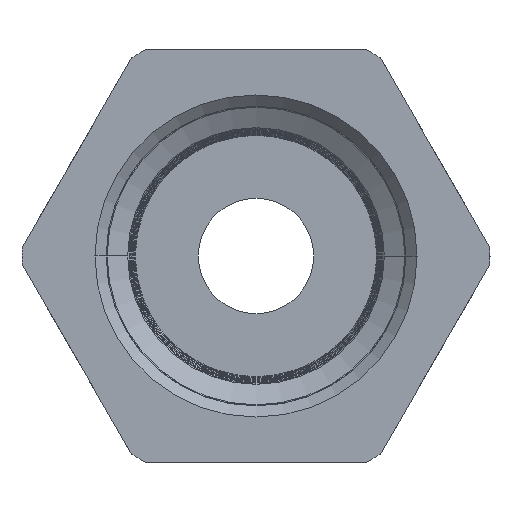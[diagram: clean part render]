
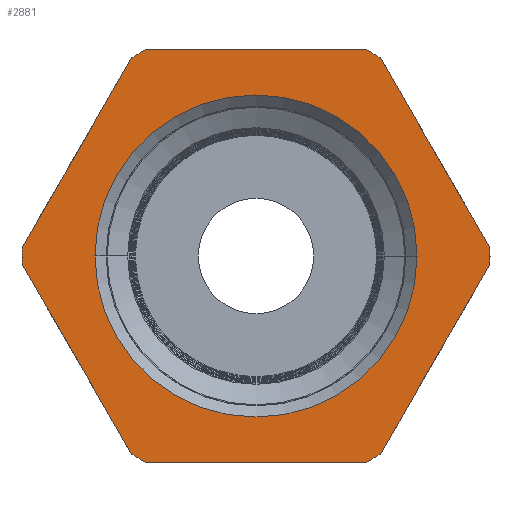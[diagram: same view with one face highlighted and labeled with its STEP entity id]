
A CAD part, front view. The second image highlights one B-rep face of the part: STEP entity #2881.
In plain terms, the highlighted planar face has unit normal (0, -1, 0).
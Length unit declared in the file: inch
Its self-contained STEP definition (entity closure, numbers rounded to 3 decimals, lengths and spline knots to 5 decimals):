
#83 = LINE ( 'NONE', #3566, #4272 ) ;
#108 = EDGE_CURVE ( 'NONE', #1059, #3440, #349, .T. ) ;
#150 = VERTEX_POINT ( 'NONE', #1866 ) ;
#158 = CARTESIAN_POINT ( 'NONE',  ( 0., 0., 0. ) ) ;
#177 = CARTESIAN_POINT ( 'NONE',  ( 0.21594, 0., 0.37402 ) ) ;
#210 = EDGE_CURVE ( 'NONE', #2529, #3440, #3294, .T. ) ;
#226 = DIRECTION ( 'NONE',  ( 0., -1., 0. ) ) ;
#279 = EDGE_CURVE ( 'NONE', #1059, #150, #83, .T. ) ;
#349 = CIRCLE ( 'NONE', #4951, 0.42323 ) ;
#577 = DIRECTION ( 'NONE',  ( 1., 0., 0. ) ) ;
#590 = EDGE_CURVE ( 'NONE', #2511, #3657, #2380, .T. ) ;
#744 = DIRECTION ( 'NONE',  ( 0., -1., 0. ) ) ;
#790 = CARTESIAN_POINT ( 'NONE',  ( 0.43188, 0., 0. ) ) ;
#863 = CARTESIAN_POINT ( 'NONE',  ( -0.22487, 0., -0.35855 ) ) ;
#997 = AXIS2_PLACEMENT_3D ( 'NONE', #3257, #744, #3680 ) ;
#1003 = AXIS2_PLACEMENT_3D ( 'NONE', #158, #3078, #577 ) ;
#1052 = CARTESIAN_POINT ( 'NONE',  ( 0.21594, 0., -0.37402 ) ) ;
#1056 = CARTESIAN_POINT ( 'NONE',  ( 0.22487, 0., -0.35855 ) ) ;
#1059 = VERTEX_POINT ( 'NONE', #863 ) ;
#1071 = DIRECTION ( 'NONE',  ( -0.5, 0., 0.866 ) ) ;
#1110 = AXIS2_PLACEMENT_3D ( 'NONE', #2059, #4965, #2476 ) ;
#1137 = ORIENTED_EDGE ( 'NONE', *, *, #590, .F. ) ;
#1155 = LINE ( 'NONE', #4596, #2018 ) ;
#1186 = AXIS2_PLACEMENT_3D ( 'NONE', #4886, #2401, #5315 ) ;
#1257 = EDGE_CURVE ( 'NONE', #4393, #3118, #4717, .T. ) ;
#1280 = EDGE_LOOP ( 'NONE', ( #2194, #2242 ) ) ;
#1284 = CARTESIAN_POINT ( 'NONE',  ( 0.19808, 0., -0.37402 ) ) ;
#1312 = CIRCLE ( 'NONE', #997, 0.42323 ) ;
#1321 = DIRECTION ( 'NONE',  ( 0., 1., 0. ) ) ;
#1333 = DIRECTION ( 'NONE',  ( 0., 1., 0. ) ) ;
#1402 = DIRECTION ( 'NONE',  ( 0., -1., 0. ) ) ;
#1444 = VERTEX_POINT ( 'NONE', #3627 ) ;
#1471 = PLANE ( 'NONE',  #2379 ) ;
#1520 = VERTEX_POINT ( 'NONE', #4431 ) ;
#1538 = VERTEX_POINT ( 'NONE', #4450 ) ;
#1683 = CARTESIAN_POINT ( 'NONE',  ( 0.29134, 0., 0. ) ) ;
#1690 = EDGE_CURVE ( 'NONE', #150, #4864, #2878, .T. ) ;
#1691 = CARTESIAN_POINT ( 'NONE',  ( 0.42295, 0., -0.01547 ) ) ;
#1739 = CARTESIAN_POINT ( 'NONE',  ( 0., 0., 0. ) ) ;
#1866 = CARTESIAN_POINT ( 'NONE',  ( -0.42295, 0., -0.01547 ) ) ;
#1898 = CARTESIAN_POINT ( 'NONE',  ( -0.42323, 0., 0. ) ) ;
#1937 = EDGE_CURVE ( 'NONE', #4256, #1538, #2371, .T. ) ;
#2018 = VECTOR ( 'NONE', #2519, 39.37008 ) ;
#2059 = CARTESIAN_POINT ( 'NONE',  ( 0., 0., 0. ) ) ;
#2067 = ORIENTED_EDGE ( 'NONE', *, *, #279, .F. ) ;
#2081 = DIRECTION ( 'NONE',  ( 0., 1., 0. ) ) ;
#2129 = ORIENTED_EDGE ( 'NONE', *, *, #2153, .T. ) ;
#2153 = EDGE_CURVE ( 'NONE', #4393, #1538, #1312, .T. ) ;
#2154 = CIRCLE ( 'NONE', #1110, 0.42323 ) ;
#2165 = DIRECTION ( 'NONE',  ( -1., 0., 0. ) ) ;
#2186 = VECTOR ( 'NONE', #4820, 39.37008 ) ;
#2194 = ORIENTED_EDGE ( 'NONE', *, *, #4929, .T. ) ;
#2242 = ORIENTED_EDGE ( 'NONE', *, *, #3369, .T. ) ;
#2335 = VERTEX_POINT ( 'NONE', #3787 ) ;
#2371 = LINE ( 'NONE', #3614, #4319 ) ;
#2379 = AXIS2_PLACEMENT_3D ( 'NONE', #1898, #226, #3144 ) ;
#2380 = LINE ( 'NONE', #790, #5318 ) ;
#2401 = DIRECTION ( 'NONE',  ( 0., -1., 0. ) ) ;
#2476 = DIRECTION ( 'NONE',  ( -1., 0., 0. ) ) ;
#2511 = VERTEX_POINT ( 'NONE', #1691 ) ;
#2519 = DIRECTION ( 'NONE',  ( 0.5, 0., 0.866 ) ) ;
#2529 = VERTEX_POINT ( 'NONE', #1284 ) ;
#2571 = CIRCLE ( 'NONE', #1186, 0.42323 ) ;
#2572 = EDGE_LOOP ( 'NONE', ( #4469, #4287, #1137, #4476, #3185, #2129, #3373, #4629, #4273, #4357, #3001, #2067, #3219 ) ) ;
#2583 = FACE_BOUND ( 'NONE', #1280, .T. ) ;
#2777 = CIRCLE ( 'NONE', #1003, 0.29134 ) ;
#2793 = AXIS2_PLACEMENT_3D ( 'NONE', #1739, #4650, #2165 ) ;
#2869 = DIRECTION ( 'NONE',  ( -0.5, 0., -0.866 ) ) ;
#2878 = CIRCLE ( 'NONE', #4954, 0.42323 ) ;
#2881 = ADVANCED_FACE ( 'NONE', ( #2583, #3842 ), #1471, .T. ) ;
#2973 = CARTESIAN_POINT ( 'NONE',  ( -0.19808, 0., -0.37402 ) ) ;
#3001 = ORIENTED_EDGE ( 'NONE', *, *, #1690, .F. ) ;
#3078 = DIRECTION ( 'NONE',  ( 0., 1., 0. ) ) ;
#3114 = EDGE_CURVE ( 'NONE', #2511, #3118, #2154, .T. ) ;
#3118 = VERTEX_POINT ( 'NONE', #3724 ) ;
#3144 = DIRECTION ( 'NONE',  ( 1., 0., 0. ) ) ;
#3185 = ORIENTED_EDGE ( 'NONE', *, *, #1257, .F. ) ;
#3219 = ORIENTED_EDGE ( 'NONE', *, *, #108, .T. ) ;
#3257 = CARTESIAN_POINT ( 'NONE',  ( 0., 0., 0. ) ) ;
#3294 = LINE ( 'NONE', #1052, #2186 ) ;
#3351 = AXIS2_PLACEMENT_3D ( 'NONE', #3850, #1333, #4258 ) ;
#3369 = EDGE_CURVE ( 'NONE', #2335, #5335, #4423, .T. ) ;
#3373 = ORIENTED_EDGE ( 'NONE', *, *, #1937, .F. ) ;
#3440 = VERTEX_POINT ( 'NONE', #2973 ) ;
#3474 = DIRECTION ( 'NONE',  ( 1., 0., 0. ) ) ;
#3499 = CARTESIAN_POINT ( 'NONE',  ( 0.22487, 0., 0.35855 ) ) ;
#3566 = CARTESIAN_POINT ( 'NONE',  ( -0.21594, 0., -0.37402 ) ) ;
#3614 = CARTESIAN_POINT ( 'NONE',  ( 0., 0., 0.37402 ) ) ;
#3627 = CARTESIAN_POINT ( 'NONE',  ( -0.42295, 0., 0.01547 ) ) ;
#3657 = VERTEX_POINT ( 'NONE', #1056 ) ;
#3680 = DIRECTION ( 'NONE',  ( -1., 0., 0. ) ) ;
#3724 = CARTESIAN_POINT ( 'NONE',  ( 0.42295, 0., 0.01547 ) ) ;
#3787 = CARTESIAN_POINT ( 'NONE',  ( -0.29134, 0., 0. ) ) ;
#3806 = AXIS2_PLACEMENT_3D ( 'NONE', #4568, #2081, #4981 ) ;
#3823 = EDGE_CURVE ( 'NONE', #1444, #1520, #1155, .T. ) ;
#3835 = CARTESIAN_POINT ( 'NONE',  ( -0.19808, 0., 0.37402 ) ) ;
#3836 = CIRCLE ( 'NONE', #2793, 0.42323 ) ;
#3837 = CARTESIAN_POINT ( 'NONE',  ( 0., 0., 0. ) ) ;
#3842 = FACE_OUTER_BOUND ( 'NONE', #2572, .T. ) ;
#3850 = CARTESIAN_POINT ( 'NONE',  ( 0., 0., 0. ) ) ;
#3914 = CARTESIAN_POINT ( 'NONE',  ( 0., 0., 0. ) ) ;
#4251 = DIRECTION ( 'NONE',  ( -1., 0., 0. ) ) ;
#4256 = VERTEX_POINT ( 'NONE', #3835 ) ;
#4258 = DIRECTION ( 'NONE',  ( -1., 0., 0. ) ) ;
#4272 = VECTOR ( 'NONE', #1071, 39.37008 ) ;
#4273 = ORIENTED_EDGE ( 'NONE', *, *, #3823, .F. ) ;
#4275 = CARTESIAN_POINT ( 'NONE',  ( -0.42323, 0., 0. ) ) ;
#4287 = ORIENTED_EDGE ( 'NONE', *, *, #5109, .T. ) ;
#4319 = VECTOR ( 'NONE', #3474, 39.37008 ) ;
#4320 = DIRECTION ( 'NONE',  ( -1., 0., 0. ) ) ;
#4357 = ORIENTED_EDGE ( 'NONE', *, *, #4759, .F. ) ;
#4393 = VERTEX_POINT ( 'NONE', #3499 ) ;
#4423 = CIRCLE ( 'NONE', #3806, 0.29134 ) ;
#4431 = CARTESIAN_POINT ( 'NONE',  ( -0.22487, 0., 0.35855 ) ) ;
#4450 = CARTESIAN_POINT ( 'NONE',  ( 0.19808, 0., 0.37402 ) ) ;
#4469 = ORIENTED_EDGE ( 'NONE', *, *, #210, .F. ) ;
#4476 = ORIENTED_EDGE ( 'NONE', *, *, #3114, .T. ) ;
#4543 = CIRCLE ( 'NONE', #3351, 0.42323 ) ;
#4568 = CARTESIAN_POINT ( 'NONE',  ( 0., 0., 0. ) ) ;
#4596 = CARTESIAN_POINT ( 'NONE',  ( -0.43188, 0., 0. ) ) ;
#4629 = ORIENTED_EDGE ( 'NONE', *, *, #4720, .T. ) ;
#4650 = DIRECTION ( 'NONE',  ( 0., -1., 0. ) ) ;
#4717 = LINE ( 'NONE', #177, #5312 ) ;
#4720 = EDGE_CURVE ( 'NONE', #4256, #1520, #3836, .T. ) ;
#4758 = DIRECTION ( 'NONE',  ( 0.5, 0., -0.866 ) ) ;
#4759 = EDGE_CURVE ( 'NONE', #4864, #1444, #4543, .T. ) ;
#4820 = DIRECTION ( 'NONE',  ( -1., 0., 0. ) ) ;
#4864 = VERTEX_POINT ( 'NONE', #4275 ) ;
#4886 = CARTESIAN_POINT ( 'NONE',  ( 0., 0., 0. ) ) ;
#4929 = EDGE_CURVE ( 'NONE', #5335, #2335, #2777, .T. ) ;
#4951 = AXIS2_PLACEMENT_3D ( 'NONE', #3914, #1402, #4320 ) ;
#4954 = AXIS2_PLACEMENT_3D ( 'NONE', #3837, #1321, #4251 ) ;
#4965 = DIRECTION ( 'NONE',  ( 0., -1., 0. ) ) ;
#4981 = DIRECTION ( 'NONE',  ( 1., 0., 0. ) ) ;
#5109 = EDGE_CURVE ( 'NONE', #2529, #3657, #2571, .T. ) ;
#5312 = VECTOR ( 'NONE', #4758, 39.37008 ) ;
#5315 = DIRECTION ( 'NONE',  ( -1., 0., 0. ) ) ;
#5318 = VECTOR ( 'NONE', #2869, 39.37008 ) ;
#5335 = VERTEX_POINT ( 'NONE', #1683 ) ;
